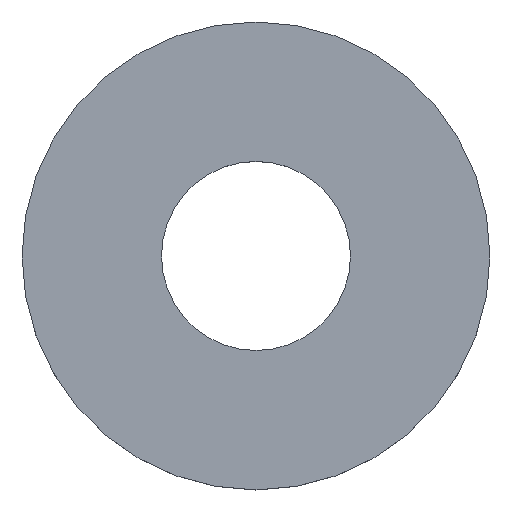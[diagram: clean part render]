
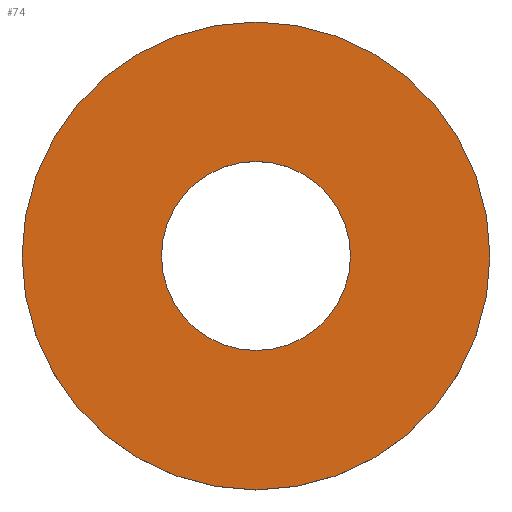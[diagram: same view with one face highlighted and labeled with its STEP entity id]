
A CAD part, top view. The second image highlights one B-rep face of the part: STEP entity #74.
In plain terms, the highlighted planar face has unit normal (0, 0, 1).
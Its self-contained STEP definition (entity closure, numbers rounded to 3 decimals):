
#3 = FACE_BOUND ( 'NONE', #105, .T. ) ;
#5 = CIRCLE ( 'NONE', #167, 14.85 ) ;
#8 = EDGE_CURVE ( 'NONE', #66, #19, #5, .T. ) ;
#19 = VERTEX_POINT ( 'NONE', #41 ) ;
#23 = VERTEX_POINT ( 'NONE', #189 ) ;
#29 = CARTESIAN_POINT ( 'NONE',  ( 6., 0., 2.5 ) ) ;
#30 = DIRECTION ( 'NONE',  ( 1., 0., 0. ) ) ;
#32 = EDGE_CURVE ( 'NONE', #19, #66, #55, .T. ) ;
#34 = ORIENTED_EDGE ( 'NONE', *, *, #119, .F. ) ;
#39 = PLANE ( 'NONE',  #42 ) ;
#40 = CARTESIAN_POINT ( 'NONE',  ( 0., 0., 2.5 ) ) ;
#41 = CARTESIAN_POINT ( 'NONE',  ( -14.85, 0., 2.5 ) ) ;
#42 = AXIS2_PLACEMENT_3D ( 'NONE', #157, #75, #106 ) ;
#50 = EDGE_CURVE ( 'NONE', #135, #23, #181, .T. ) ;
#55 = CIRCLE ( 'NONE', #104, 14.85 ) ;
#66 = VERTEX_POINT ( 'NONE', #173 ) ;
#70 = EDGE_LOOP ( 'NONE', ( #153, #137 ) ) ;
#74 = ADVANCED_FACE ( 'NONE', ( #154, #3 ), #39, .T. ) ;
#75 = DIRECTION ( 'NONE',  ( 0., 0., 1. ) ) ;
#76 = CARTESIAN_POINT ( 'NONE',  ( 0., 0., 2.5 ) ) ;
#83 = ORIENTED_EDGE ( 'NONE', *, *, #50, .F. ) ;
#92 = AXIS2_PLACEMENT_3D ( 'NONE', #163, #211, #30 ) ;
#104 = AXIS2_PLACEMENT_3D ( 'NONE', #40, #191, #176 ) ;
#105 = EDGE_LOOP ( 'NONE', ( #34, #83 ) ) ;
#106 = DIRECTION ( 'NONE',  ( 1., 0., 0. ) ) ;
#108 = CARTESIAN_POINT ( 'NONE',  ( 0., 0., 2.5 ) ) ;
#110 = DIRECTION ( 'NONE',  ( 0., 0., 1. ) ) ;
#119 = EDGE_CURVE ( 'NONE', #23, #135, #193, .T. ) ;
#135 = VERTEX_POINT ( 'NONE', #29 ) ;
#137 = ORIENTED_EDGE ( 'NONE', *, *, #8, .T. ) ;
#140 = DIRECTION ( 'NONE',  ( 1., 0., 0. ) ) ;
#153 = ORIENTED_EDGE ( 'NONE', *, *, #32, .T. ) ;
#154 = FACE_OUTER_BOUND ( 'NONE', #70, .T. ) ;
#155 = DIRECTION ( 'NONE',  ( 1., 0., 0. ) ) ;
#157 = CARTESIAN_POINT ( 'NONE',  ( 0., 0., 2.5 ) ) ;
#163 = CARTESIAN_POINT ( 'NONE',  ( 0., 0., 2.5 ) ) ;
#167 = AXIS2_PLACEMENT_3D ( 'NONE', #76, #110, #140 ) ;
#173 = CARTESIAN_POINT ( 'NONE',  ( 14.85, 0., 2.5 ) ) ;
#176 = DIRECTION ( 'NONE',  ( 1., 0., 0. ) ) ;
#181 = CIRCLE ( 'NONE', #210, 6. ) ;
#189 = CARTESIAN_POINT ( 'NONE',  ( -6., 0., 2.5 ) ) ;
#191 = DIRECTION ( 'NONE',  ( 0., 0., 1. ) ) ;
#193 = CIRCLE ( 'NONE', #92, 6. ) ;
#207 = DIRECTION ( 'NONE',  ( 0., 0., 1. ) ) ;
#210 = AXIS2_PLACEMENT_3D ( 'NONE', #108, #207, #155 ) ;
#211 = DIRECTION ( 'NONE',  ( 0., 0., 1. ) ) ;
